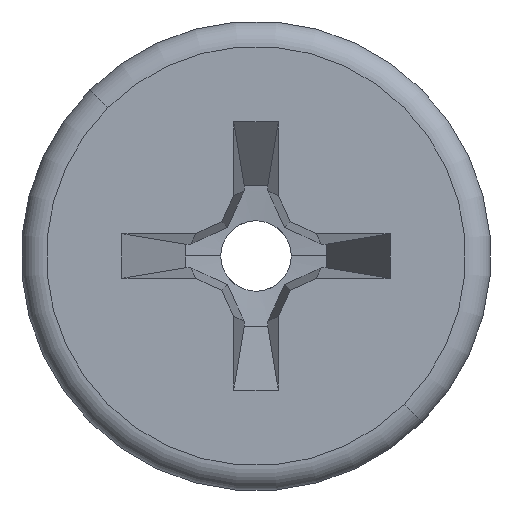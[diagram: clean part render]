
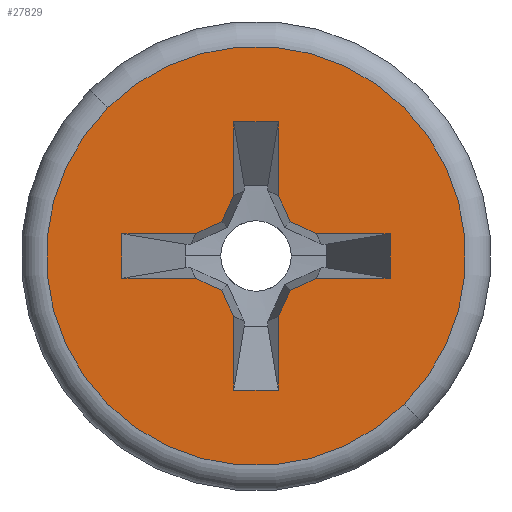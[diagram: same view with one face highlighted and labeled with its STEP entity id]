
A CAD part, left-side view. The second image highlights one B-rep face of the part: STEP entity #27829.
In plain terms, the highlighted planar face has unit normal (-1, 0, 0).
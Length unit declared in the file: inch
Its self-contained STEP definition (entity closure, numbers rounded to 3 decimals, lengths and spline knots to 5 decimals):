
#14943=CARTESIAN_POINT('',(0.,0.,0.));
#14944=DIRECTION('',(-1.,0.,0.));
#14945=DIRECTION('',(0.,1.,0.));
#14946=AXIS2_PLACEMENT_3D('',#14943,#14944,#14945);
#14948=CARTESIAN_POINT('',(0.,0.,0.));
#14949=DIRECTION('',(1.,0.,0.));
#14950=DIRECTION('',(0.,1.,0.));
#14951=AXIS2_PLACEMENT_3D('',#14948,#14949,#14950);
#14953=DIRECTION('',(0.,-0.707,-0.707));
#14954=VECTOR('',#14953,0.033);
#14955=CARTESIAN_POINT('',(0.,0.08167,-0.05834));
#14956=LINE('',#14955,#14954);
#14957=DIRECTION('',(0.,0.707,-0.707));
#14958=VECTOR('',#14957,0.0545);
#14959=CARTESIAN_POINT('',(0.,0.0198,-0.04313));
#14960=LINE('',#14959,#14958);
#14961=DIRECTION('',(0.,0.94,-0.342));
#14962=VECTOR('',#14961,0.02107);
#14963=CARTESIAN_POINT('',(0.,0.,-0.03593));
#14964=LINE('',#14963,#14962);
#14965=DIRECTION('',(0.,0.94,0.342));
#14966=VECTOR('',#14965,0.02107);
#14967=CARTESIAN_POINT('',(0.,-0.0198,-0.04313));
#14968=LINE('',#14967,#14966);
#14969=DIRECTION('',(0.,-0.707,-0.707));
#14970=VECTOR('',#14969,0.0545);
#14971=CARTESIAN_POINT('',(0.,-0.0198,-0.04313));
#14972=LINE('',#14971,#14970);
#14973=DIRECTION('',(0.,0.707,-0.707));
#14974=VECTOR('',#14973,0.033);
#14975=CARTESIAN_POINT('',(0.,-0.08167,-0.05834));
#14976=LINE('',#14975,#14974);
#14977=DIRECTION('',(0.,-0.707,-0.707));
#14978=VECTOR('',#14977,0.0545);
#14979=CARTESIAN_POINT('',(0.,-0.04313,-0.0198));
#14980=LINE('',#14979,#14978);
#14981=DIRECTION('',(0.,-0.342,-0.94));
#14982=VECTOR('',#14981,0.02107);
#14983=CARTESIAN_POINT('',(0.,-0.03593,0.));
#14984=LINE('',#14983,#14982);
#14985=DIRECTION('',(0.,0.342,-0.94));
#14986=VECTOR('',#14985,0.02107);
#14987=CARTESIAN_POINT('',(0.,-0.04313,0.0198));
#14988=LINE('',#14987,#14986);
#14989=DIRECTION('',(0.,0.707,-0.707));
#14990=VECTOR('',#14989,0.0545);
#14991=CARTESIAN_POINT('',(0.,-0.08167,0.05834));
#14992=LINE('',#14991,#14990);
#14993=DIRECTION('',(0.,-0.707,-0.707));
#14994=VECTOR('',#14993,0.033);
#14995=CARTESIAN_POINT('',(0.,-0.05834,0.08167));
#14996=LINE('',#14995,#14994);
#14997=DIRECTION('',(0.,0.707,-0.707));
#14998=VECTOR('',#14997,0.0545);
#14999=CARTESIAN_POINT('',(0.,-0.05834,0.08167));
#15000=LINE('',#14999,#14998);
#15001=DIRECTION('',(0.,-0.94,0.342));
#15002=VECTOR('',#15001,0.02107);
#15003=CARTESIAN_POINT('',(0.,0.,0.03593));
#15004=LINE('',#15003,#15002);
#15005=DIRECTION('',(0.,-0.94,-0.342));
#15006=VECTOR('',#15005,0.02107);
#15007=CARTESIAN_POINT('',(0.,0.0198,0.04313));
#15008=LINE('',#15007,#15006);
#15009=DIRECTION('',(0.,-0.707,-0.707));
#15010=VECTOR('',#15009,0.0545);
#15011=CARTESIAN_POINT('',(0.,0.05834,0.08167));
#15012=LINE('',#15011,#15010);
#15013=DIRECTION('',(0.,0.707,-0.707));
#15014=VECTOR('',#15013,0.033);
#15015=CARTESIAN_POINT('',(0.,0.05834,0.08167));
#15016=LINE('',#15015,#15014);
#15017=DIRECTION('',(0.,-0.707,-0.707));
#15018=VECTOR('',#15017,0.0545);
#15019=CARTESIAN_POINT('',(0.,0.08167,0.05834));
#15020=LINE('',#15019,#15018);
#15021=DIRECTION('',(0.,0.342,0.94));
#15022=VECTOR('',#15021,0.02107);
#15023=CARTESIAN_POINT('',(0.,0.03593,0.));
#15024=LINE('',#15023,#15022);
#15025=DIRECTION('',(0.,-0.342,0.94));
#15026=VECTOR('',#15025,0.02107);
#15027=CARTESIAN_POINT('',(0.,0.04313,-0.0198));
#15028=LINE('',#15027,#15026);
#15029=DIRECTION('',(0.,0.707,-0.707));
#15030=VECTOR('',#15029,0.0545);
#15031=CARTESIAN_POINT('',(0.,0.04313,-0.0198));
#15032=LINE('',#15031,#15030);
#15176=CARTESIAN_POINT('',(0.,0.08167,-0.05834));
#15177=CARTESIAN_POINT('',(0.,0.05834,-0.08167));
#15178=VERTEX_POINT('',#15176);
#15179=VERTEX_POINT('',#15177);
#15180=CARTESIAN_POINT('',(0.,0.04313,-0.0198));
#15181=VERTEX_POINT('',#15180);
#15182=CARTESIAN_POINT('',(0.,0.03593,0.));
#15183=VERTEX_POINT('',#15182);
#15184=CARTESIAN_POINT('',(0.,0.04313,0.0198));
#15185=VERTEX_POINT('',#15184);
#15186=CARTESIAN_POINT('',(0.,0.08167,0.05834));
#15187=VERTEX_POINT('',#15186);
#15188=CARTESIAN_POINT('',(0.,0.05834,0.08167));
#15189=VERTEX_POINT('',#15188);
#15190=CARTESIAN_POINT('',(0.,0.0198,0.04313));
#15191=VERTEX_POINT('',#15190);
#15192=CARTESIAN_POINT('',(0.,0.,0.03593));
#15193=VERTEX_POINT('',#15192);
#15194=CARTESIAN_POINT('',(0.,-0.0198,0.04313));
#15195=VERTEX_POINT('',#15194);
#15196=CARTESIAN_POINT('',(0.,-0.05834,0.08167));
#15197=VERTEX_POINT('',#15196);
#15198=CARTESIAN_POINT('',(0.,-0.08167,0.05834));
#15199=VERTEX_POINT('',#15198);
#15200=CARTESIAN_POINT('',(0.,-0.04313,0.0198));
#15201=VERTEX_POINT('',#15200);
#15202=CARTESIAN_POINT('',(0.,-0.03593,0.));
#15203=VERTEX_POINT('',#15202);
#15204=CARTESIAN_POINT('',(0.,-0.04313,-0.0198));
#15205=VERTEX_POINT('',#15204);
#15206=CARTESIAN_POINT('',(0.,-0.08167,-0.05834));
#15207=VERTEX_POINT('',#15206);
#15208=CARTESIAN_POINT('',(0.,-0.05834,-0.08167));
#15209=VERTEX_POINT('',#15208);
#15210=CARTESIAN_POINT('',(0.,-0.0198,-0.04313));
#15211=VERTEX_POINT('',#15210);
#15212=CARTESIAN_POINT('',(0.,0.,-0.03593));
#15213=VERTEX_POINT('',#15212);
#15214=CARTESIAN_POINT('',(0.,0.0198,-0.04313));
#15215=VERTEX_POINT('',#15214);
#15342=CARTESIAN_POINT('',(0.,0.1548,0.));
#15343=VERTEX_POINT('',#15342);
#15344=CARTESIAN_POINT('',(0.,-0.1548,0.));
#15345=VERTEX_POINT('',#15344);
#27796=CARTESIAN_POINT('',(0.,0.,0.));
#27797=DIRECTION('',(1.,0.,0.));
#27798=DIRECTION('',(0.,-1.,0.));
#27799=AXIS2_PLACEMENT_3D('',#27796,#27797,#27798);
#27800=PLANE('',#27799);
#27802=ORIENTED_EDGE('',*,*,#27801,.F.);
#27804=ORIENTED_EDGE('',*,*,#27803,.T.);
#27805=EDGE_LOOP('',(#27802,#27804));
#27806=FACE_OUTER_BOUND('',#27805,.F.);
#27807=ORIENTED_EDGE('',*,*,#27617,.T.);
#27808=ORIENTED_EDGE('',*,*,#27631,.F.);
#27809=ORIENTED_EDGE('',*,*,#27657,.F.);
#27810=ORIENTED_EDGE('',*,*,#27683,.F.);
#27811=ORIENTED_EDGE('',*,*,#27697,.T.);
#27812=ORIENTED_EDGE('',*,*,#27711,.F.);
#27813=ORIENTED_EDGE('',*,*,#27725,.F.);
#27814=ORIENTED_EDGE('',*,*,#27751,.F.);
#27815=ORIENTED_EDGE('',*,*,#27777,.F.);
#27816=ORIENTED_EDGE('',*,*,#27790,.F.);
#27817=ORIENTED_EDGE('',*,*,#27426,.F.);
#27818=ORIENTED_EDGE('',*,*,#27442,.T.);
#27819=ORIENTED_EDGE('',*,*,#27468,.F.);
#27820=ORIENTED_EDGE('',*,*,#27494,.F.);
#27821=ORIENTED_EDGE('',*,*,#27508,.F.);
#27822=ORIENTED_EDGE('',*,*,#27522,.T.);
#27823=ORIENTED_EDGE('',*,*,#27536,.T.);
#27824=ORIENTED_EDGE('',*,*,#27562,.F.);
#27825=ORIENTED_EDGE('',*,*,#27588,.F.);
#27826=ORIENTED_EDGE('',*,*,#27602,.T.);
#27827=EDGE_LOOP('',(#27807,#27808,#27809,#27810,#27811,#27812,#27813,#27814,
#27815,#27816,#27817,#27818,#27819,#27820,#27821,#27822,#27823,#27824,#27825,
#27826));
#27828=FACE_BOUND('',#27827,.F.);
#14947=CIRCLE('',#14946,0.1548);
#14952=CIRCLE('',#14951,0.1548);
#27426=EDGE_CURVE('',#15197,#15199,#14996,.T.);
#27442=EDGE_CURVE('',#15197,#15195,#15000,.T.);
#27468=EDGE_CURVE('',#15193,#15195,#15004,.T.);
#27494=EDGE_CURVE('',#15191,#15193,#15008,.T.);
#27508=EDGE_CURVE('',#15189,#15191,#15012,.T.);
#27522=EDGE_CURVE('',#15189,#15187,#15016,.T.);
#27536=EDGE_CURVE('',#15187,#15185,#15020,.T.);
#27562=EDGE_CURVE('',#15183,#15185,#15024,.T.);
#27588=EDGE_CURVE('',#15181,#15183,#15028,.T.);
#27602=EDGE_CURVE('',#15181,#15178,#15032,.T.);
#27617=EDGE_CURVE('',#15178,#15179,#14956,.T.);
#27631=EDGE_CURVE('',#15215,#15179,#14960,.T.);
#27657=EDGE_CURVE('',#15213,#15215,#14964,.T.);
#27683=EDGE_CURVE('',#15211,#15213,#14968,.T.);
#27697=EDGE_CURVE('',#15211,#15209,#14972,.T.);
#27711=EDGE_CURVE('',#15207,#15209,#14976,.T.);
#27725=EDGE_CURVE('',#15205,#15207,#14980,.T.);
#27751=EDGE_CURVE('',#15203,#15205,#14984,.T.);
#27777=EDGE_CURVE('',#15201,#15203,#14988,.T.);
#27790=EDGE_CURVE('',#15199,#15201,#14992,.T.);
#27801=EDGE_CURVE('',#15343,#15345,#14947,.T.);
#27803=EDGE_CURVE('',#15343,#15345,#14952,.T.);
#27829=ADVANCED_FACE('',(#27806,#27828),#27800,.F.);
